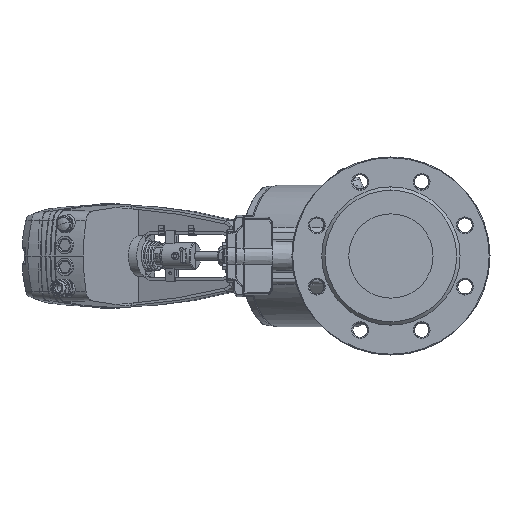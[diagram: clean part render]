
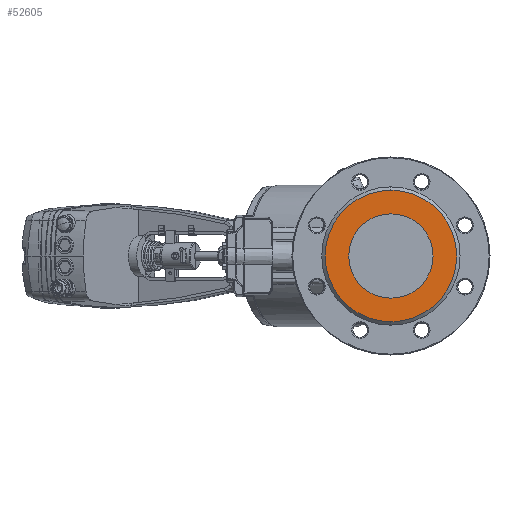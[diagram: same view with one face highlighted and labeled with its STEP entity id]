
A CAD part, left-side view. The second image highlights one B-rep face of the part: STEP entity #52605.
In plain terms, the highlighted planar face has unit normal (-1, 0, 0).
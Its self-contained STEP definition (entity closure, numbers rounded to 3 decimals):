
#4982 = CIRCLE ( 'NONE', #80630, 50. ) ;
#5340 = DIRECTION ( 'NONE',  ( 0., 0., -1. ) ) ;
#6543 = CARTESIAN_POINT ( 'NONE',  ( -192.05, 0., 0. ) ) ;
#8368 = DIRECTION ( 'NONE',  ( 1., 0., 0. ) ) ;
#17806 = CIRCLE ( 'NONE', #23810, 78. ) ;
#19832 = EDGE_LOOP ( 'NONE', ( #34649, #78124 ) ) ;
#23810 = AXIS2_PLACEMENT_3D ( 'NONE', #27253, #102852, #64766 ) ;
#24675 = DIRECTION ( 'NONE',  ( 0., -1., 0. ) ) ;
#26387 = CARTESIAN_POINT ( 'NONE',  ( -192.05, 50., 0. ) ) ;
#27253 = CARTESIAN_POINT ( 'NONE',  ( -192.05, 0., 0. ) ) ;
#28375 = AXIS2_PLACEMENT_3D ( 'NONE', #100316, #90942, #5340 ) ;
#31053 = CARTESIAN_POINT ( 'NONE',  ( -192.05, 0., -78. ) ) ;
#32671 = ORIENTED_EDGE ( 'NONE', *, *, #60770, .F. ) ;
#34649 = ORIENTED_EDGE ( 'NONE', *, *, #74439, .F. ) ;
#39117 = EDGE_CURVE ( 'NONE', #47185, #77427, #53547, .T. ) ;
#47185 = VERTEX_POINT ( 'NONE', #31053 ) ;
#49184 = CIRCLE ( 'NONE', #119001, 50. ) ;
#52210 = DIRECTION ( 'NONE',  ( -1., 0., 0. ) ) ;
#52605 = ADVANCED_FACE ( 'NONE', ( #111495, #74048 ), #62254, .F. ) ;
#53547 = CIRCLE ( 'NONE', #123313, 78. ) ;
#60770 = EDGE_CURVE ( 'NONE', #77427, #47185, #17806, .T. ) ;
#62254 = PLANE ( 'NONE',  #28375 ) ;
#64766 = DIRECTION ( 'NONE',  ( 0., 0., -1. ) ) ;
#64997 = ORIENTED_EDGE ( 'NONE', *, *, #39117, .F. ) ;
#65235 = CARTESIAN_POINT ( 'NONE',  ( -192.05, 0., 0. ) ) ;
#66887 = DIRECTION ( 'NONE',  ( -1., 0., 0. ) ) ;
#74048 = FACE_OUTER_BOUND ( 'NONE', #81807, .T. ) ;
#74439 = EDGE_CURVE ( 'NONE', #88910, #118254, #4982, .T. ) ;
#77427 = VERTEX_POINT ( 'NONE', #104390 ) ;
#78124 = ORIENTED_EDGE ( 'NONE', *, *, #120563, .F. ) ;
#80630 = AXIS2_PLACEMENT_3D ( 'NONE', #6543, #52210, #24675 ) ;
#81807 = EDGE_LOOP ( 'NONE', ( #64997, #32671 ) ) ;
#88910 = VERTEX_POINT ( 'NONE', #109755 ) ;
#90942 = DIRECTION ( 'NONE',  ( 1., 0., 0. ) ) ;
#100316 = CARTESIAN_POINT ( 'NONE',  ( -192.05, 53.25, 0. ) ) ;
#102852 = DIRECTION ( 'NONE',  ( 1., 0., 0. ) ) ;
#104390 = CARTESIAN_POINT ( 'NONE',  ( -192.05, 0., 78. ) ) ;
#109755 = CARTESIAN_POINT ( 'NONE',  ( -192.05, -50., 0. ) ) ;
#111495 = FACE_BOUND ( 'NONE', #19832, .T. ) ;
#112655 = DIRECTION ( 'NONE',  ( 0., 0., -1. ) ) ;
#113713 = DIRECTION ( 'NONE',  ( 0., -1., 0. ) ) ;
#114325 = CARTESIAN_POINT ( 'NONE',  ( -192.05, 0., 0. ) ) ;
#118254 = VERTEX_POINT ( 'NONE', #26387 ) ;
#119001 = AXIS2_PLACEMENT_3D ( 'NONE', #114325, #66887, #113713 ) ;
#120563 = EDGE_CURVE ( 'NONE', #118254, #88910, #49184, .T. ) ;
#123313 = AXIS2_PLACEMENT_3D ( 'NONE', #65235, #8368, #112655 ) ;
